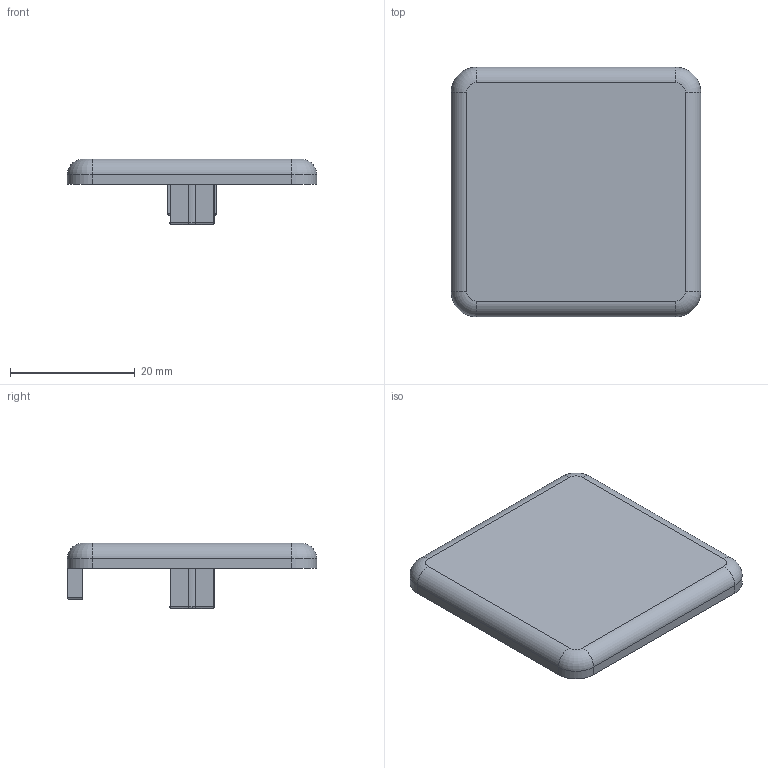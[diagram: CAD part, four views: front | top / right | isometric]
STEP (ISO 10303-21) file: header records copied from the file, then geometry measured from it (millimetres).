
FILE_DESCRIPTION (( 'STEP AP203' ), '1' );
FILE_NAME ('084.201.076.STEP', '2018-01-16T10:50:15', ( 'Localadmin' ), ( 'Microsoft' ), 'SwSTEP 2.0', 'SolidWorks 2016', '' );
FILE_SCHEMA (( 'CONFIG_CONTROL_DESIGN' ));
Length unit declared in the file: millimetre
Products named in the file (1): 084.201.076
Bounding box: 40 x 40 x 10.5 mm (x, y, z)
Volume: 4580.9 mm3; surface area: 4232.5 mm2
Topology: 1 solids, 1 shells, 70 faces, 168 edges, 102 vertices
Faces by surface type: cylinder 33, plane 24, torus 13
Entity records: 2128 total; most frequent: CARTESIAN_POINT 421, DIRECTION 353, ORIENTED_EDGE 336, EDGE_CURVE 168, AXIS2_PLACEMENT_3D 130, VERTEX_POINT 102, VECTOR 93, LINE 93
